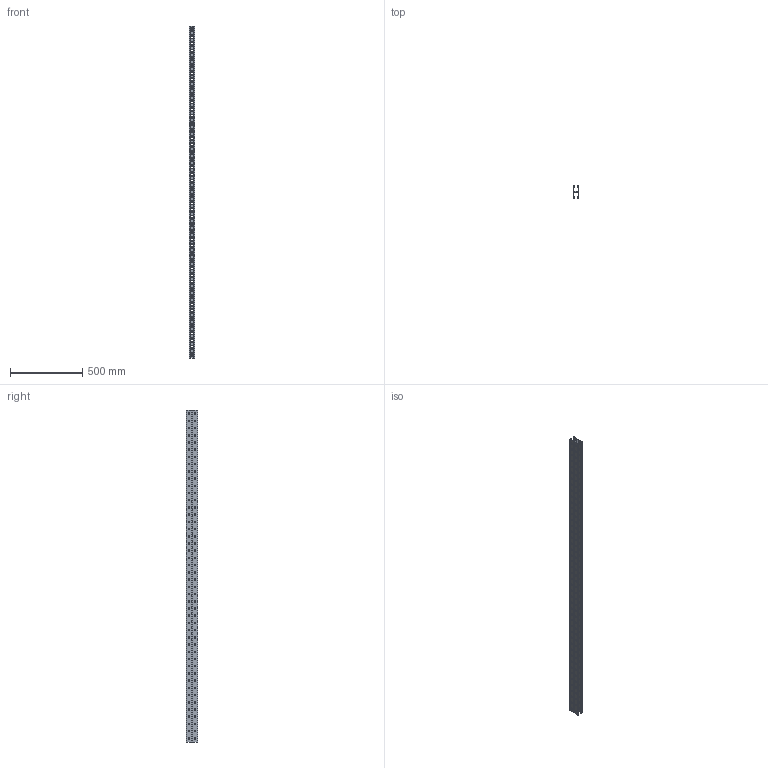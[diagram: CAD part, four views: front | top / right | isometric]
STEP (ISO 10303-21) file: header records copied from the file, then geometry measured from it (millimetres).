
FILE_DESCRIPTION (( 'STEP AP203' ), '1' );
FILE_NAME ('Äâîéíîé STRUT-ïðîôèëü_h41-L2300.step', '2022-01-25T08:24:29', ( '' ), ( '' ), 'SwSTEP 2.0', 'SolidWorks 2017', '' );
FILE_SCHEMA (( 'CONFIG_CONTROL_DESIGN' ));
Length unit declared in the file: millimetre
Products named in the file (2): STRUT-镳铘桦黖h41-2300; Äâîéíîé STRUT-ïðîôèëü_h41-L2300
Assembly tree (2 placements, depth 2):
  Äâîéíîé STRUT-ïðîôèëü_h41-L2300
    STRUT-镳铘桦黖h41-2300  x2
Bounding box: 41 x 82 x 2300 mm (x, y, z)
Volume: 1410350.3 mm3; surface area: 1209236.5 mm2
Topology: 2 solids, 2 shells, 4400 faces, 13140 edges, 8744 vertices
Faces by surface type: plane 3836, cylinder 564
Entity records: 73686 total; most frequent: CARTESIAN_POINT 13147, ORIENTED_EDGE 13140, DIRECTION 11544, EDGE_CURVE 6570, LINE 6006, VECTOR 6006, VERTEX_POINT 4372, AXIS2_PLACEMENT_3D 2769
